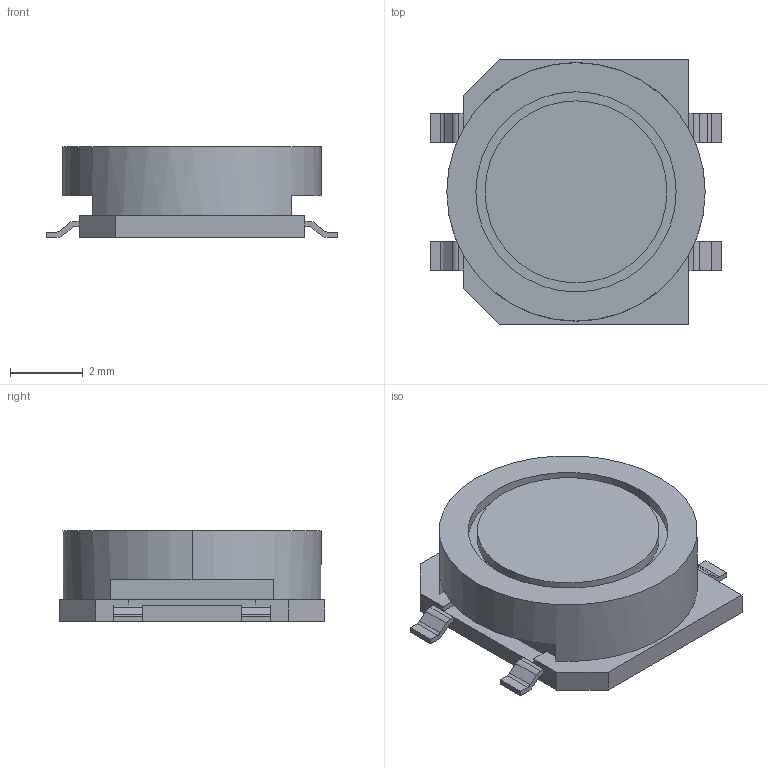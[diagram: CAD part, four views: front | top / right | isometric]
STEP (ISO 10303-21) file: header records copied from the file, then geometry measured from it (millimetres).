
FILE_DESCRIPTION((''),'2;1');
FILE_NAME('XFMR_SUMIDA_CLS62.stp','2010-02-16T15:16:24',(''),(''),'Mechanical Desktop 2010','Mechanical Desktop 2010',', , ');
FILE_SCHEMA(('AUTOMOTIVE_DESIGN { 1 2 10303 214 1 1 1 1 }'));
Length unit declared in the file: millimetre
Products named in the file (1): Product
Bounding box: 8 x 7.3 x 2.5 mm (x, y, z)
Volume: 97.1 mm3; surface area: 283.5 mm2
Topology: 7 solids, 7 shells, 91 faces, 229 edges, 154 vertices
Faces by surface type: plane 41, bspline 36, cylinder 14
Entity records: 2874 total; most frequent: CARTESIAN_POINT 694, ORIENTED_EDGE 456, DIRECTION 389, EDGE_CURVE 228, VECTOR 181, LINE 181, VERTEX_POINT 152, AXIS2_PLACEMENT_3D 104
